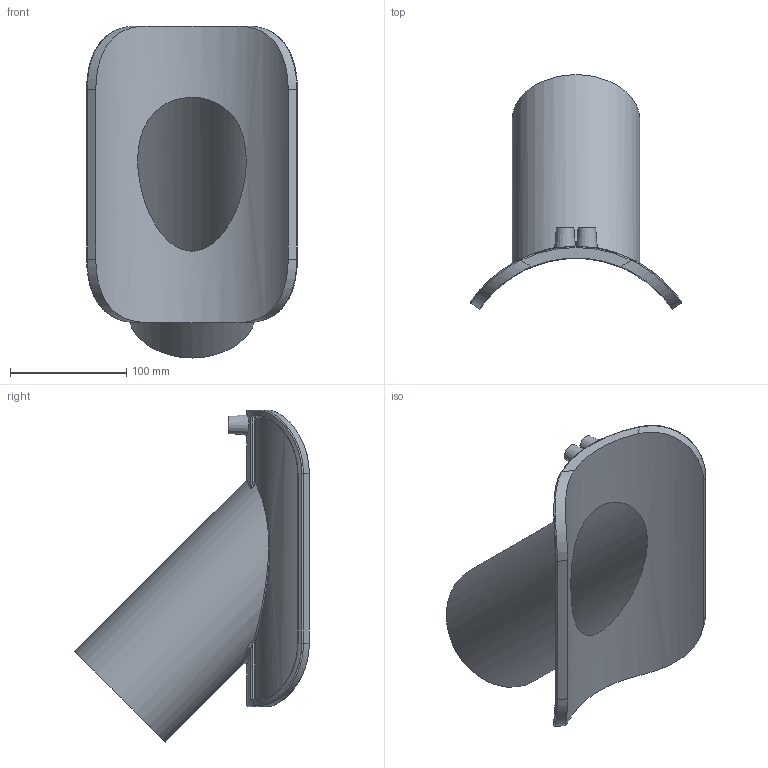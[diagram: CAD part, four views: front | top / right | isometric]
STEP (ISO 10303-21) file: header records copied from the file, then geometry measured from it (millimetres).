
FILE_DESCRIPTION(/* description */ ('PLASSON WASTEWATER SADDLE 45 INLET 160-200 X 110'),/* implementation_level */ '2;1');
FILE_NAME(/* name */ '4758A4160110.ipt.stp',/* time_stamp */ '2017-11-06T09:10:06+02:00',/* author */ ('Кирилл'),/* organization */ (''),/* preprocessor_version */ 'ST-DEVELOPER v15.6',/* originating_system */ 'Autodesk Inventor 2015',/* authorisation */ '');
FILE_SCHEMA (('AUTOMOTIVE_DESIGN { 1 0 10303 214 3 1 1 }'));
Length unit declared in the file: millimetre
Products named in the file (1): 4758A4160110
Bounding box: 181.21 x 201.82 x 285.5 mm (x, y, z)
Volume: 723745.1 mm3; surface area: 199516.4 mm2
Topology: 1 solids, 1 shells, 93 faces, 214 edges, 130 vertices
Faces by surface type: cylinder 32, bspline 28, plane 21, torus 10, cone 2
Full cylindrical faces by diameter (mm): 4 x2, 10 x2, 93.5 x1, 110 x1
Entity records: 4244 total; most frequent: CARTESIAN_POINT 2303, ORIENTED_EDGE 406, DIRECTION 362, EDGE_CURVE 203, AXIS2_PLACEMENT_3D 156, VERTEX_POINT 127, EDGE_LOOP 110, FACE_OUTER_BOUND 93
